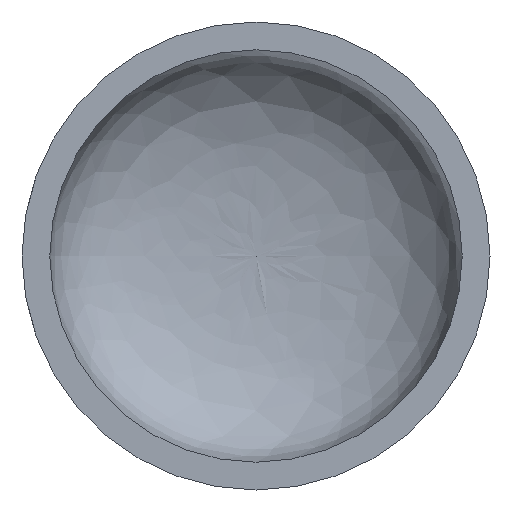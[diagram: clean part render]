
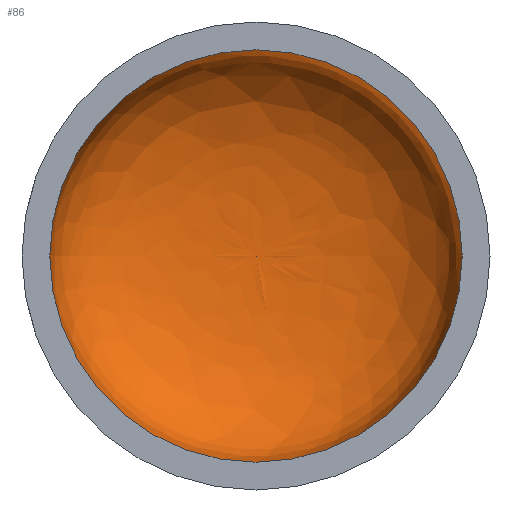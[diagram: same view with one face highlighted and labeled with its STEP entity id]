
A CAD part, left-side view. The second image highlights one B-rep face of the part: STEP entity #86.
In plain terms, the highlighted free-form (B-spline) face has degree [2, 2] with [3, 9] control points.
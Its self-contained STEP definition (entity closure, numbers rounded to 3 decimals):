
#16=B_SPLINE_CURVE_WITH_KNOTS('',2,(#215,#216,#217),.UNSPECIFIED.,.F.,.F.,
(3,3),(1.,2.),.UNSPECIFIED.);
#18=(
BOUNDED_SURFACE()
B_SPLINE_SURFACE(2,2,((#187,#188,#189,#190,#191,#192,#193,#194,#195),(#196,
#197,#198,#199,#200,#201,#202,#203,#204),(#205,#206,#207,#208,#209,#210,
#211,#212,#213)),.UNSPECIFIED.,.F.,.T.,.F.)
B_SPLINE_SURFACE_WITH_KNOTS((3,3),(3,2,2,2,3),(1.,2.),(0.,1.571,
3.142,4.712,6.283),.UNSPECIFIED.)
GEOMETRIC_REPRESENTATION_ITEM()
RATIONAL_B_SPLINE_SURFACE(((1.,0.707,1.,0.707,1.,
0.707,1.,0.707,1.),(1.,0.707,1.,0.707,
1.,0.707,1.,0.707,1.),(1.,0.707,1.,
0.707,1.,0.707,1.,0.707,1.)))
REPRESENTATION_ITEM('')
SURFACE()
);
#25=FACE_OUTER_BOUND('',#31,.T.);
#31=EDGE_LOOP('',(#76,#77,#78,#79));
#36=CIRCLE('',#108,138.8);
#38=CIRCLE('',#110,138.8);
#42=VERTEX_POINT('',#140);
#43=VERTEX_POINT('',#141);
#49=VERTEX_POINT('',#214);
#50=EDGE_CURVE('',#42,#43,#36,.T.);
#53=EDGE_CURVE('',#43,#42,#38,.T.);
#59=EDGE_CURVE('',#42,#49,#16,.T.);
#76=ORIENTED_EDGE('',*,*,#59,.T.);
#77=ORIENTED_EDGE('',*,*,#59,.F.);
#78=ORIENTED_EDGE('',*,*,#53,.F.);
#79=ORIENTED_EDGE('',*,*,#50,.F.);
#86=ADVANCED_FACE('',(#25),#18,.T.);
#108=AXIS2_PLACEMENT_3D('',#142,#120,#121);
#110=AXIS2_PLACEMENT_3D('',#146,#125,#126);
#120=DIRECTION('center_axis',(1.,0.,0.));
#121=DIRECTION('ref_axis',(0.,0.,-1.));
#125=DIRECTION('center_axis',(1.,0.,0.));
#126=DIRECTION('ref_axis',(0.,0.,-1.));
#140=CARTESIAN_POINT('',(167.,138.8,0.));
#141=CARTESIAN_POINT('',(167.,-138.8,0.));
#142=CARTESIAN_POINT('Origin',(167.,0.,0.));
#146=CARTESIAN_POINT('Origin',(167.,0.,0.));
#187=CARTESIAN_POINT('Ctrl Pts',(167.,138.8,0.));
#188=CARTESIAN_POINT('Ctrl Pts',(167.,138.8,138.8));
#189=CARTESIAN_POINT('Ctrl Pts',(167.,0.,138.8));
#190=CARTESIAN_POINT('Ctrl Pts',(167.,-138.8,138.8));
#191=CARTESIAN_POINT('Ctrl Pts',(167.,-138.8,0.));
#192=CARTESIAN_POINT('Ctrl Pts',(167.,-138.8,-138.8));
#193=CARTESIAN_POINT('Ctrl Pts',(167.,0.,-138.8));
#194=CARTESIAN_POINT('Ctrl Pts',(167.,138.8,-138.8));
#195=CARTESIAN_POINT('Ctrl Pts',(167.,138.8,0.));
#196=CARTESIAN_POINT('Ctrl Pts',(243.3,138.8,0.));
#197=CARTESIAN_POINT('Ctrl Pts',(243.3,138.8,138.8));
#198=CARTESIAN_POINT('Ctrl Pts',(243.3,0.,138.8));
#199=CARTESIAN_POINT('Ctrl Pts',(243.3,-138.8,138.8));
#200=CARTESIAN_POINT('Ctrl Pts',(243.3,-138.8,0.));
#201=CARTESIAN_POINT('Ctrl Pts',(243.3,-138.8,-138.8));
#202=CARTESIAN_POINT('Ctrl Pts',(243.3,0.,-138.8));
#203=CARTESIAN_POINT('Ctrl Pts',(243.3,138.8,-138.8));
#204=CARTESIAN_POINT('Ctrl Pts',(243.3,138.8,0.));
#205=CARTESIAN_POINT('Ctrl Pts',(243.3,0.,0.));
#206=CARTESIAN_POINT('Ctrl Pts',(243.3,0.,0.));
#207=CARTESIAN_POINT('Ctrl Pts',(243.3,0.,0.));
#208=CARTESIAN_POINT('Ctrl Pts',(243.3,0.,0.));
#209=CARTESIAN_POINT('Ctrl Pts',(243.3,0.,0.));
#210=CARTESIAN_POINT('Ctrl Pts',(243.3,0.,0.));
#211=CARTESIAN_POINT('Ctrl Pts',(243.3,0.,0.));
#212=CARTESIAN_POINT('Ctrl Pts',(243.3,0.,0.));
#213=CARTESIAN_POINT('Ctrl Pts',(243.3,0.,0.));
#214=CARTESIAN_POINT('',(243.3,0.,0.));
#215=CARTESIAN_POINT('Ctrl Pts',(167.,138.8,0.));
#216=CARTESIAN_POINT('Ctrl Pts',(243.3,138.8,0.));
#217=CARTESIAN_POINT('Ctrl Pts',(243.3,0.,0.));
